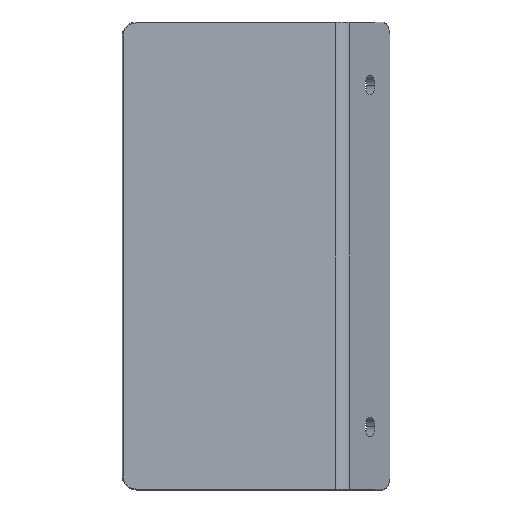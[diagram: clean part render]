
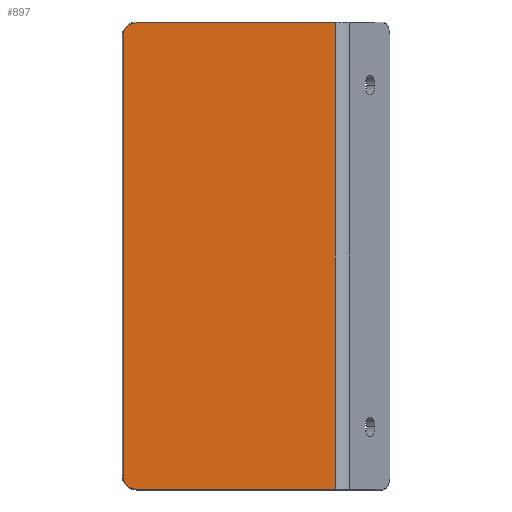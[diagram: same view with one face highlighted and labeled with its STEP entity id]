
A CAD part, front view. The second image highlights one B-rep face of the part: STEP entity #897.
In plain terms, the highlighted planar face has unit normal (0, -1, 0).
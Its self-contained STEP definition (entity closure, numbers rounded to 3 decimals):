
#4 = CIRCLE ( 'NONE', #990, 2.8 ) ;
#24 = EDGE_CURVE ( 'NONE', #527, #714, #869, .T. ) ;
#61 = VERTEX_POINT ( 'NONE', #638 ) ;
#76 = DIRECTION ( 'NONE',  ( 1., 0., 0. ) ) ;
#86 = CARTESIAN_POINT ( 'NONE',  ( -52.8, 0., 0.2 ) ) ;
#207 = EDGE_CURVE ( 'NONE', #61, #699, #470, .T. ) ;
#247 = ORIENTED_EDGE ( 'NONE', *, *, #24, .T. ) ;
#255 = DIRECTION ( 'NONE',  ( 0., 0., -1. ) ) ;
#301 = CARTESIAN_POINT ( 'NONE',  ( -10.277, 0., 0.2 ) ) ;
#350 = CARTESIAN_POINT ( 'NONE',  ( -10.277, 0., 100. ) ) ;
#378 = ORIENTED_EDGE ( 'NONE', *, *, #1185, .T. ) ;
#402 = DIRECTION ( 'NONE',  ( 0., 0., 1. ) ) ;
#438 = AXIS2_PLACEMENT_3D ( 'NONE', #350, #1240, #1160 ) ;
#470 = CIRCLE ( 'NONE', #657, 2.8 ) ;
#527 = VERTEX_POINT ( 'NONE', #86 ) ;
#528 = ORIENTED_EDGE ( 'NONE', *, *, #540, .T. ) ;
#533 = CARTESIAN_POINT ( 'NONE',  ( -55.6, 0., 97. ) ) ;
#540 = EDGE_CURVE ( 'NONE', #889, #527, #4, .T. ) ;
#555 = ORIENTED_EDGE ( 'NONE', *, *, #1450, .F. ) ;
#576 = CARTESIAN_POINT ( 'NONE',  ( -55.6, 0., 3. ) ) ;
#595 = DIRECTION ( 'NONE',  ( 0., -1., 0. ) ) ;
#607 = ORIENTED_EDGE ( 'NONE', *, *, #1285, .T. ) ;
#635 = LINE ( 'NONE', #1309, #1088 ) ;
#638 = CARTESIAN_POINT ( 'NONE',  ( -52.8, 0., 99.8 ) ) ;
#651 = LINE ( 'NONE', #1408, #688 ) ;
#657 = AXIS2_PLACEMENT_3D ( 'NONE', #687, #595, #1130 ) ;
#687 = CARTESIAN_POINT ( 'NONE',  ( -52.8, 0., 97. ) ) ;
#688 = VECTOR ( 'NONE', #1429, 1000. ) ;
#699 = VERTEX_POINT ( 'NONE', #533 ) ;
#714 = VERTEX_POINT ( 'NONE', #301 ) ;
#861 = VERTEX_POINT ( 'NONE', #1246 ) ;
#869 = LINE ( 'NONE', #1071, #905 ) ;
#879 = ORIENTED_EDGE ( 'NONE', *, *, #207, .T. ) ;
#889 = VERTEX_POINT ( 'NONE', #576 ) ;
#897 = ADVANCED_FACE ( 'NONE', ( #900 ), #1351, .F. ) ;
#900 = FACE_OUTER_BOUND ( 'NONE', #1141, .T. ) ;
#905 = VECTOR ( 'NONE', #76, 1000. ) ;
#909 = CARTESIAN_POINT ( 'NONE',  ( -10.277, 0., 100. ) ) ;
#952 = DIRECTION ( 'NONE',  ( -1., 0., 0. ) ) ;
#982 = CARTESIAN_POINT ( 'NONE',  ( -52.8, 0., 3. ) ) ;
#990 = AXIS2_PLACEMENT_3D ( 'NONE', #982, #1187, #402 ) ;
#1071 = CARTESIAN_POINT ( 'NONE',  ( -10.277, 0., 0.2 ) ) ;
#1088 = VECTOR ( 'NONE', #952, 1000. ) ;
#1108 = VECTOR ( 'NONE', #255, 1000. ) ;
#1130 = DIRECTION ( 'NONE',  ( 0., 0., 1. ) ) ;
#1141 = EDGE_LOOP ( 'NONE', ( #555, #607, #879, #378, #528, #247 ) ) ;
#1160 = DIRECTION ( 'NONE',  ( 1., 0., 0. ) ) ;
#1185 = EDGE_CURVE ( 'NONE', #699, #889, #651, .T. ) ;
#1187 = DIRECTION ( 'NONE',  ( 0., -1., 0. ) ) ;
#1240 = DIRECTION ( 'NONE',  ( 0., 1., 0. ) ) ;
#1246 = CARTESIAN_POINT ( 'NONE',  ( -10.277, 0., 99.8 ) ) ;
#1252 = LINE ( 'NONE', #909, #1108 ) ;
#1285 = EDGE_CURVE ( 'NONE', #861, #61, #635, .T. ) ;
#1309 = CARTESIAN_POINT ( 'NONE',  ( -52.8, 0., 99.8 ) ) ;
#1351 = PLANE ( 'NONE',  #438 ) ;
#1408 = CARTESIAN_POINT ( 'NONE',  ( -55.6, 0., 100. ) ) ;
#1429 = DIRECTION ( 'NONE',  ( 0., 0., -1. ) ) ;
#1450 = EDGE_CURVE ( 'NONE', #861, #714, #1252, .T. ) ;
